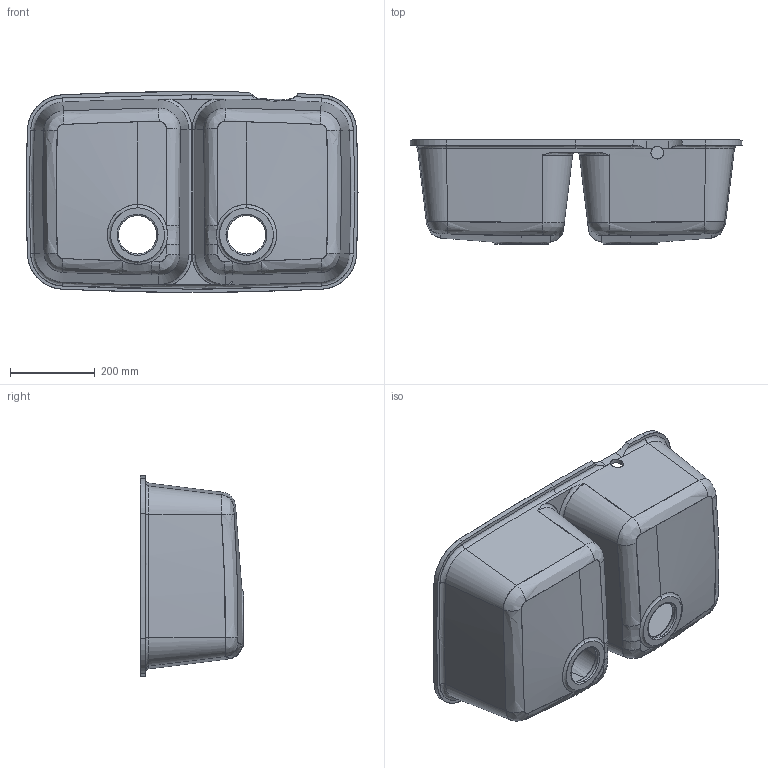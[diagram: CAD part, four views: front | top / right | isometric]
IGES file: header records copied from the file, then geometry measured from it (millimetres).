
Start section: SolidWorks IGES file using analytic representation for surfaces
Global section: file name: 850_ACABADA_OVFL.IGS; native system: SolidWorks 2014; preprocessor: SolidWorks 2014; author: Oficina Técnica; date: 200204.111340; units: millimetre
Bounding box: 785.85 x 245.74 x 475.42 mm (x, y, z)
Surface area: 1706800.9 mm2 (no closed solid volume)
Topology: 0 solids, 0 shells, 174 faces, 2197 edges, 2176 vertices
Faces by surface type: bspline 109, revolution 65
